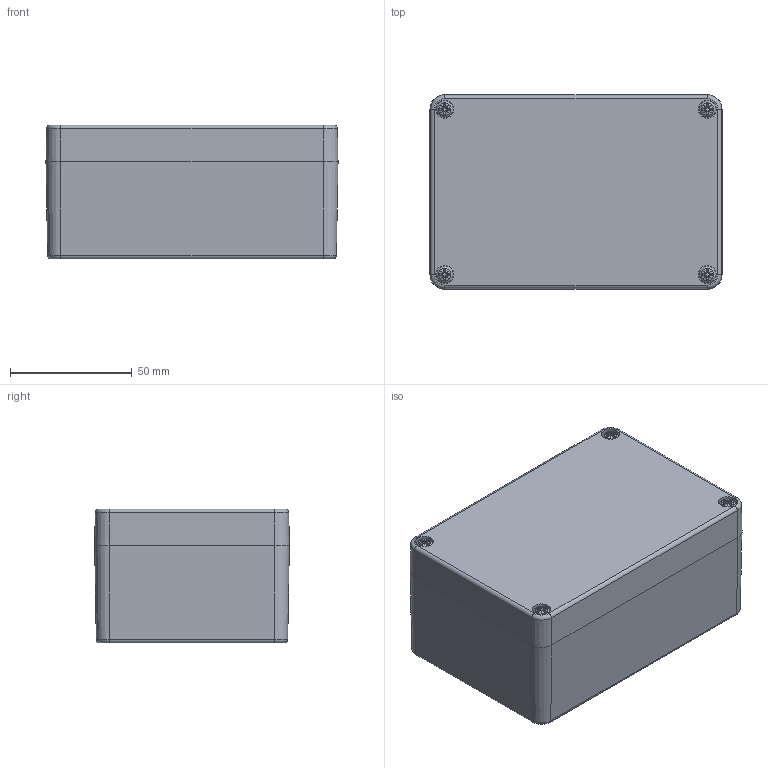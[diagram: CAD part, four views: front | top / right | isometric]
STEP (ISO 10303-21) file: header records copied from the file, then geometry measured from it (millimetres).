
FILE_DESCRIPTION((''),'2;1');
FILE_NAME('04011021xx-MBT_128055_VE.stp','2015-05-29T14:45:14',('robin.rentz'),(''),'Autodesk Inventor 2012','Autodesk Inventor 2012','');
FILE_SCHEMA(('AUTOMOTIVE_DESIGN { 1 2 10303 214 0 1 1 1 }'));
Length unit declared in the file: millimetre
Products named in the file (6): 04011021xx-MBT_128055_VE; 04011021x2-UT_128040-6N_VE; 04011020x1-OT_128015_VE; xxx-O-Ring--OT--MBM-MBT_128015; 1990000276 Schraube BM4x24_11; 1990000007 M4 Gewindebuchse
Assembly tree (11 placements, depth 2):
  04011021xx-MBT_128055_VE
    04011021x2-UT_128040-6N_VE
    04011020x1-OT_128015_VE
    xxx-O-Ring--OT--MBM-MBT_128015
    1990000276 Schraube BM4x24_11  x4
    1990000007 M4 Gewindebuchse  x4
Bounding box: 120 x 80 x 55.03 mm (x, y, z)
Volume: 132439.7 mm3; surface area: 97940.7 mm2
Topology: 11 solids, 11 shells, 1708 faces, 4106 edges, 2473 vertices
Faces by surface type: plane 611, cylinder 452, cone 372, torus 217, bspline 40, sphere 16
Full cylindrical faces by diameter (mm): 3.242 x4, 3.3 x4, 4 x4, 4.4 x4, 4.5 x8, 4.8 x4, 5.1 x4, 6.8 x4, 7 x4, 7.4 x4, 7.5 x4
Entity records: 26251 total; most frequent: CARTESIAN_POINT 5618, DIRECTION 4644, ORIENTED_EDGE 4024, EDGE_CURVE 2012, AXIS2_PLACEMENT_3D 1924, VERTEX_POINT 1258, EDGE_LOOP 1054, CIRCLE 1020
